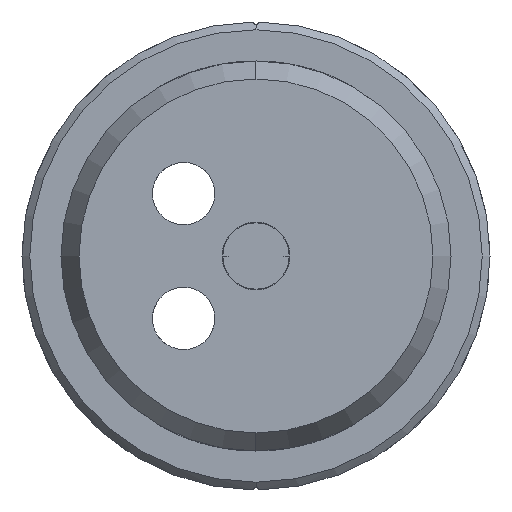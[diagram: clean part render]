
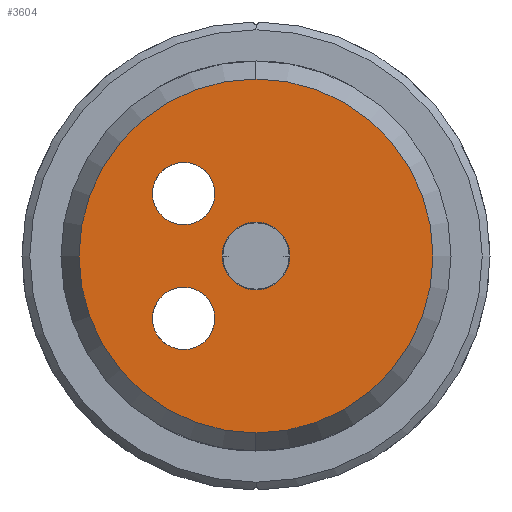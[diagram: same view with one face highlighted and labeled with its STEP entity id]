
A CAD part, left-side view. The second image highlights one B-rep face of the part: STEP entity #3604.
In plain terms, the highlighted planar face has unit normal (-1, 0, 0).
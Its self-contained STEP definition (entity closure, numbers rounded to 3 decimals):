
#88 = EDGE_LOOP ( 'NONE', ( #3232, #279 ) ) ;
#96 = CIRCLE ( 'NONE', #2366, 2. ) ;
#211 = CARTESIAN_POINT ( 'NONE',  ( -165., 0., 0. ) ) ;
#279 = ORIENTED_EDGE ( 'NONE', *, *, #3477, .F. ) ;
#293 = AXIS2_PLACEMENT_3D ( 'NONE', #2333, #3580, #793 ) ;
#319 = CIRCLE ( 'NONE', #2599, 2.174 ) ;
#330 = CARTESIAN_POINT ( 'NONE',  ( -165., 4.636, -6. ) ) ;
#341 = EDGE_CURVE ( 'NONE', #2747, #2484, #319, .T. ) ;
#361 = ORIENTED_EDGE ( 'NONE', *, *, #2890, .F. ) ;
#368 = ORIENTED_EDGE ( 'NONE', *, *, #2916, .T. ) ;
#377 = CIRCLE ( 'NONE', #2663, 2. ) ;
#482 = CIRCLE ( 'NONE', #2766, 11.345 ) ;
#523 = CARTESIAN_POINT ( 'NONE',  ( -165., 4.636, 6. ) ) ;
#569 = DIRECTION ( 'NONE',  ( 1., 0., 0. ) ) ;
#660 = ORIENTED_EDGE ( 'NONE', *, *, #2327, .T. ) ;
#698 = CARTESIAN_POINT ( 'NONE',  ( -165., 4.636, -4. ) ) ;
#793 = DIRECTION ( 'NONE',  ( 0., 0., 1. ) ) ;
#803 = DIRECTION ( 'NONE',  ( 0., 0., -1. ) ) ;
#836 = AXIS2_PLACEMENT_3D ( 'NONE', #211, #1446, #2690 ) ;
#856 = CARTESIAN_POINT ( 'NONE',  ( -165., -2.174, 0. ) ) ;
#884 = FACE_BOUND ( 'NONE', #3670, .T. ) ;
#896 = DIRECTION ( 'NONE',  ( 0., 0., -1. ) ) ;
#940 = AXIS2_PLACEMENT_3D ( 'NONE', #3371, #569, #1811 ) ;
#944 = DIRECTION ( 'NONE',  ( 1., 0., 0. ) ) ;
#1000 = DIRECTION ( 'NONE',  ( 0., -1., 0. ) ) ;
#1185 = FACE_BOUND ( 'NONE', #88, .T. ) ;
#1385 = CIRCLE ( 'NONE', #3671, 2. ) ;
#1398 = CIRCLE ( 'NONE', #836, 11.345 ) ;
#1446 = DIRECTION ( 'NONE',  ( -1., 0., 0. ) ) ;
#1516 = EDGE_LOOP ( 'NONE', ( #2419, #660 ) ) ;
#1632 = DIRECTION ( 'NONE',  ( -1., 0., 0. ) ) ;
#1752 = ORIENTED_EDGE ( 'NONE', *, *, #341, .F. ) ;
#1811 = DIRECTION ( 'NONE',  ( 0., 0., -1. ) ) ;
#1928 = CARTESIAN_POINT ( 'NONE',  ( -165., 4.636, -2. ) ) ;
#1969 = EDGE_CURVE ( 'NONE', #3161, #3824, #1385, .T. ) ;
#1992 = VERTEX_POINT ( 'NONE', #3217 ) ;
#2045 = CIRCLE ( 'NONE', #293, 2. ) ;
#2061 = CARTESIAN_POINT ( 'NONE',  ( -165., 2.174, 0. ) ) ;
#2117 = PLANE ( 'NONE',  #940 ) ;
#2132 = AXIS2_PLACEMENT_3D ( 'NONE', #2192, #3446, #2305 ) ;
#2178 = DIRECTION ( 'NONE',  ( 0., 0., -1. ) ) ;
#2192 = CARTESIAN_POINT ( 'NONE',  ( -165., 0., 0. ) ) ;
#2305 = DIRECTION ( 'NONE',  ( 0., -1., 0. ) ) ;
#2327 = EDGE_CURVE ( 'NONE', #2350, #1992, #1398, .T. ) ;
#2333 = CARTESIAN_POINT ( 'NONE',  ( -165., 4.636, -4. ) ) ;
#2337 = VERTEX_POINT ( 'NONE', #523 ) ;
#2345 = CARTESIAN_POINT ( 'NONE',  ( -165., 4.636, 4. ) ) ;
#2350 = VERTEX_POINT ( 'NONE', #2716 ) ;
#2366 = AXIS2_PLACEMENT_3D ( 'NONE', #3733, #944, #2178 ) ;
#2419 = ORIENTED_EDGE ( 'NONE', *, *, #2554, .T. ) ;
#2421 = FACE_BOUND ( 'NONE', #3025, .T. ) ;
#2434 = CARTESIAN_POINT ( 'NONE',  ( -165., 0., 0. ) ) ;
#2484 = VERTEX_POINT ( 'NONE', #856 ) ;
#2545 = CARTESIAN_POINT ( 'NONE',  ( -165., 0., 0. ) ) ;
#2554 = EDGE_CURVE ( 'NONE', #1992, #2350, #482, .T. ) ;
#2560 = VERTEX_POINT ( 'NONE', #3383 ) ;
#2599 = AXIS2_PLACEMENT_3D ( 'NONE', #2545, #3790, #1000 ) ;
#2642 = EDGE_CURVE ( 'NONE', #2337, #2560, #96, .T. ) ;
#2663 = AXIS2_PLACEMENT_3D ( 'NONE', #2345, #3592, #803 ) ;
#2690 = DIRECTION ( 'NONE',  ( 0., 0., -1. ) ) ;
#2716 = CARTESIAN_POINT ( 'NONE',  ( -165., 0., 11.345 ) ) ;
#2747 = VERTEX_POINT ( 'NONE', #2061 ) ;
#2766 = AXIS2_PLACEMENT_3D ( 'NONE', #2434, #3687, #896 ) ;
#2881 = DIRECTION ( 'NONE',  ( 0., 0., 1. ) ) ;
#2890 = EDGE_CURVE ( 'NONE', #2484, #2747, #3890, .T. ) ;
#2916 = EDGE_CURVE ( 'NONE', #2560, #2337, #377, .T. ) ;
#3025 = EDGE_LOOP ( 'NONE', ( #368, #3234 ) ) ;
#3161 = VERTEX_POINT ( 'NONE', #330 ) ;
#3217 = CARTESIAN_POINT ( 'NONE',  ( -165., 0., -11.345 ) ) ;
#3232 = ORIENTED_EDGE ( 'NONE', *, *, #1969, .F. ) ;
#3234 = ORIENTED_EDGE ( 'NONE', *, *, #2642, .T. ) ;
#3371 = CARTESIAN_POINT ( 'NONE',  ( -165., 12.5, 0. ) ) ;
#3383 = CARTESIAN_POINT ( 'NONE',  ( -165., 4.636, 2. ) ) ;
#3446 = DIRECTION ( 'NONE',  ( -1., 0., 0. ) ) ;
#3477 = EDGE_CURVE ( 'NONE', #3824, #3161, #2045, .T. ) ;
#3580 = DIRECTION ( 'NONE',  ( -1., 0., 0. ) ) ;
#3592 = DIRECTION ( 'NONE',  ( 1., 0., 0. ) ) ;
#3604 = ADVANCED_FACE ( 'NONE', ( #1185, #2421, #3673, #884 ), #2117, .F. ) ;
#3670 = EDGE_LOOP ( 'NONE', ( #361, #1752 ) ) ;
#3671 = AXIS2_PLACEMENT_3D ( 'NONE', #698, #1632, #2881 ) ;
#3673 = FACE_OUTER_BOUND ( 'NONE', #1516, .T. ) ;
#3687 = DIRECTION ( 'NONE',  ( -1., 0., 0. ) ) ;
#3733 = CARTESIAN_POINT ( 'NONE',  ( -165., 4.636, 4. ) ) ;
#3790 = DIRECTION ( 'NONE',  ( -1., 0., 0. ) ) ;
#3824 = VERTEX_POINT ( 'NONE', #1928 ) ;
#3890 = CIRCLE ( 'NONE', #2132, 2.174 ) ;
